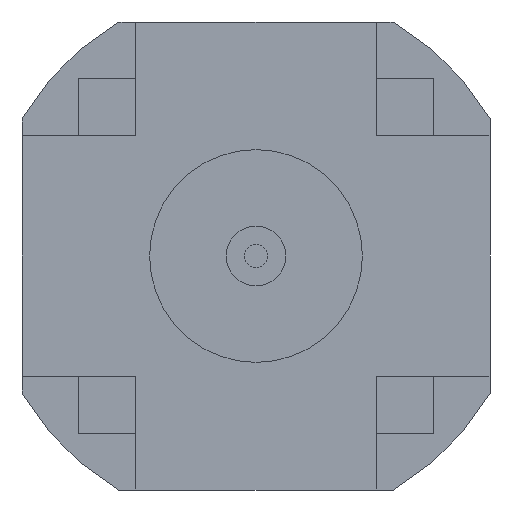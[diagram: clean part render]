
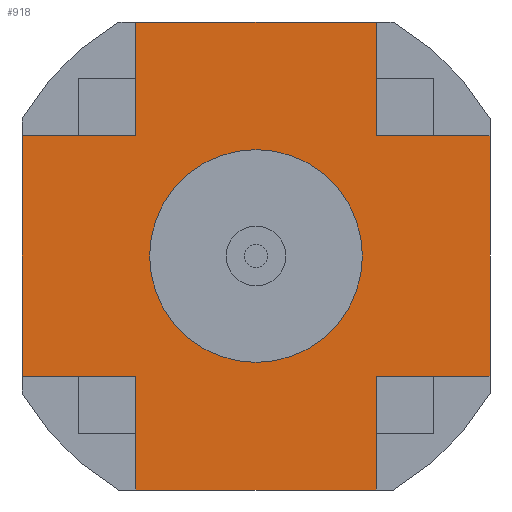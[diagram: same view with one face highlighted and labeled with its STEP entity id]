
A CAD part, left-side view. The second image highlights one B-rep face of the part: STEP entity #918.
In plain terms, the highlighted planar face has unit normal (-1, 0, 0).
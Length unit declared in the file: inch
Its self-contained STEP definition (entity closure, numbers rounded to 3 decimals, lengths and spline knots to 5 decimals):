
#55=DIRECTION('',(0.,1.,0.));
#56=VECTOR('',#55,0.113);
#57=CARTESIAN_POINT('',(0.,-0.0565,0.11));
#58=LINE('',#57,#56);
#59=DIRECTION('',(0.,0.,1.));
#60=VECTOR('',#59,0.113);
#61=CARTESIAN_POINT('',(0.,-0.11,-0.0565));
#62=LINE('',#61,#60);
#63=DIRECTION('',(0.,-1.,0.));
#64=VECTOR('',#63,0.113);
#65=CARTESIAN_POINT('',(0.,0.0565,-0.11));
#66=LINE('',#65,#64);
#67=DIRECTION('',(0.,0.,-1.));
#68=VECTOR('',#67,0.113);
#69=CARTESIAN_POINT('',(0.,0.11,0.0565));
#70=LINE('',#69,#68);
#71=CARTESIAN_POINT('',(0.,0.,0.));
#72=DIRECTION('',(-1.,0.,0.));
#73=DIRECTION('',(0.,1.,0.));
#74=AXIS2_PLACEMENT_3D('',#71,#72,#73);
#76=CARTESIAN_POINT('',(0.,0.,0.));
#77=DIRECTION('',(-1.,0.,0.));
#78=DIRECTION('',(0.,-1.,0.));
#79=AXIS2_PLACEMENT_3D('',#76,#77,#78);
#89=DIRECTION('',(0.,0.,1.));
#90=VECTOR('',#89,0.0535);
#91=CARTESIAN_POINT('',(0.,-0.0565,0.0565));
#92=LINE('',#91,#90);
#131=DIRECTION('',(0.,1.,0.));
#132=VECTOR('',#131,0.0535);
#133=CARTESIAN_POINT('',(0.,-0.11,0.0565));
#134=LINE('',#133,#132);
#188=DIRECTION('',(0.,0.,1.));
#189=VECTOR('',#188,0.0535);
#190=CARTESIAN_POINT('',(0.,-0.0565,-0.11));
#191=LINE('',#190,#189);
#204=DIRECTION('',(0.,-1.,0.));
#205=VECTOR('',#204,0.0535);
#206=CARTESIAN_POINT('',(0.,-0.0565,-0.0565));
#207=LINE('',#206,#205);
#278=DIRECTION('',(0.,-1.,0.));
#279=VECTOR('',#278,0.0535);
#280=CARTESIAN_POINT('',(0.,0.11,-0.0565));
#281=LINE('',#280,#279);
#294=DIRECTION('',(0.,0.,-1.));
#295=VECTOR('',#294,0.0535);
#296=CARTESIAN_POINT('',(0.,0.0565,-0.0565));
#297=LINE('',#296,#295);
#389=DIRECTION('',(0.,0.,-1.));
#390=VECTOR('',#389,0.0535);
#391=CARTESIAN_POINT('',(0.,0.0565,0.11));
#392=LINE('',#391,#390);
#405=DIRECTION('',(0.,1.,0.));
#406=VECTOR('',#405,0.0535);
#407=CARTESIAN_POINT('',(0.,0.0565,0.0565));
#408=LINE('',#407,#406);
#603=CARTESIAN_POINT('',(0.,0.05,0.));
#604=CARTESIAN_POINT('',(0.,-0.05,0.));
#605=VERTEX_POINT('',#603);
#606=VERTEX_POINT('',#604);
#635=CARTESIAN_POINT('',(0.,-0.0565,-0.0565));
#636=VERTEX_POINT('',#635);
#645=CARTESIAN_POINT('',(0.,0.0565,-0.0565));
#646=VERTEX_POINT('',#645);
#655=CARTESIAN_POINT('',(0.,-0.0565,0.0565));
#656=VERTEX_POINT('',#655);
#665=CARTESIAN_POINT('',(0.,0.0565,0.0565));
#666=VERTEX_POINT('',#665);
#691=CARTESIAN_POINT('',(0.,-0.0565,0.11));
#692=CARTESIAN_POINT('',(0.,0.0565,0.11));
#693=VERTEX_POINT('',#691);
#694=VERTEX_POINT('',#692);
#695=CARTESIAN_POINT('',(0.,0.11,0.0565));
#696=CARTESIAN_POINT('',(0.,0.11,-0.0565));
#697=VERTEX_POINT('',#695);
#698=VERTEX_POINT('',#696);
#699=CARTESIAN_POINT('',(0.,0.0565,-0.11));
#700=CARTESIAN_POINT('',(0.,-0.0565,-0.11));
#701=VERTEX_POINT('',#699);
#702=VERTEX_POINT('',#700);
#703=CARTESIAN_POINT('',(0.,-0.11,-0.0565));
#704=CARTESIAN_POINT('',(0.,-0.11,0.0565));
#705=VERTEX_POINT('',#703);
#706=VERTEX_POINT('',#704);
#882=CARTESIAN_POINT('',(0.,0.,0.));
#883=DIRECTION('',(-1.,0.,0.));
#884=DIRECTION('',(0.,1.,0.));
#885=AXIS2_PLACEMENT_3D('',#882,#883,#884);
#886=PLANE('',#885);
#887=ORIENTED_EDGE('',*,*,#864,.F.);
#889=ORIENTED_EDGE('',*,*,#888,.F.);
#891=ORIENTED_EDGE('',*,*,#890,.F.);
#893=ORIENTED_EDGE('',*,*,#892,.F.);
#895=ORIENTED_EDGE('',*,*,#894,.F.);
#897=ORIENTED_EDGE('',*,*,#896,.F.);
#899=ORIENTED_EDGE('',*,*,#898,.F.);
#901=ORIENTED_EDGE('',*,*,#900,.F.);
#903=ORIENTED_EDGE('',*,*,#902,.F.);
#905=ORIENTED_EDGE('',*,*,#904,.F.);
#907=ORIENTED_EDGE('',*,*,#906,.F.);
#909=ORIENTED_EDGE('',*,*,#908,.F.);
#910=EDGE_LOOP('',(#887,#889,#891,#893,#895,#897,#899,#901,#903,#905,#907,
#909));
#911=FACE_OUTER_BOUND('',#910,.F.);
#913=ORIENTED_EDGE('',*,*,#912,.T.);
#915=ORIENTED_EDGE('',*,*,#914,.T.);
#916=EDGE_LOOP('',(#913,#915));
#917=FACE_BOUND('',#916,.F.);
#918=ADVANCED_FACE('',(#911,#917),#886,.T.);
#75=CIRCLE('',#74,0.05);
#80=CIRCLE('',#79,0.05);
#864=EDGE_CURVE('',#693,#694,#58,.T.);
#888=EDGE_CURVE('',#656,#693,#92,.T.);
#890=EDGE_CURVE('',#706,#656,#134,.T.);
#892=EDGE_CURVE('',#705,#706,#62,.T.);
#894=EDGE_CURVE('',#636,#705,#207,.T.);
#896=EDGE_CURVE('',#702,#636,#191,.T.);
#898=EDGE_CURVE('',#701,#702,#66,.T.);
#900=EDGE_CURVE('',#646,#701,#297,.T.);
#902=EDGE_CURVE('',#698,#646,#281,.T.);
#904=EDGE_CURVE('',#697,#698,#70,.T.);
#906=EDGE_CURVE('',#666,#697,#408,.T.);
#908=EDGE_CURVE('',#694,#666,#392,.T.);
#912=EDGE_CURVE('',#605,#606,#75,.T.);
#914=EDGE_CURVE('',#606,#605,#80,.T.);
